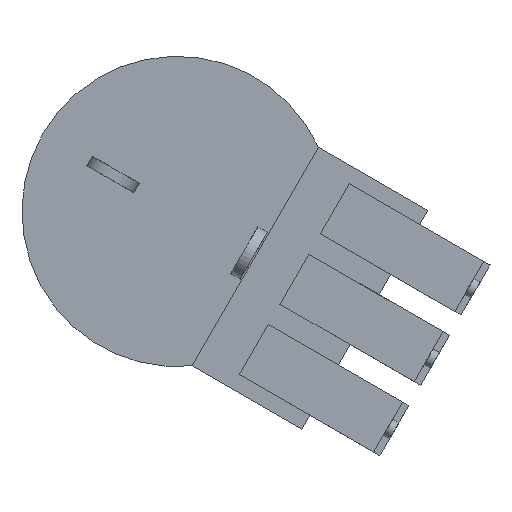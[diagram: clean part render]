
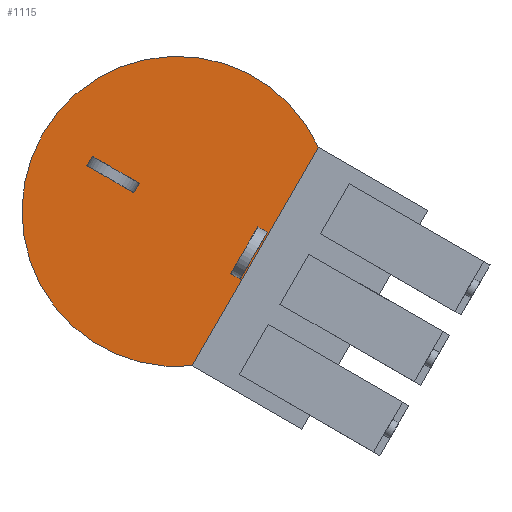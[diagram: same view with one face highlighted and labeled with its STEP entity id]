
A CAD part, front view. The second image highlights one B-rep face of the part: STEP entity #1115.
In plain terms, the highlighted planar face has unit normal (0, -1, 0).
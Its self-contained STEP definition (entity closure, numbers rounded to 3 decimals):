
#32=FACE_BOUND('',#166,.T.);
#33=FACE_BOUND('',#167,.T.);
#41=PLANE('',#1248);
#101=FACE_OUTER_BOUND('',#165,.T.);
#165=EDGE_LOOP('',(#824,#825));
#166=EDGE_LOOP('',(#826,#827,#828,#829));
#167=EDGE_LOOP('',(#830,#831,#832,#833));
#240=LINE('',#1702,#367);
#245=LINE('',#1724,#372);
#246=LINE('',#1726,#373);
#247=LINE('',#1728,#374);
#248=LINE('',#1729,#375);
#249=LINE('',#1732,#376);
#250=LINE('',#1734,#377);
#251=LINE('',#1736,#378);
#252=LINE('',#1737,#379);
#367=VECTOR('',#1380,1000.);
#372=VECTOR('',#1399,1000.);
#373=VECTOR('',#1400,1000.);
#374=VECTOR('',#1401,1000.);
#375=VECTOR('',#1402,1000.);
#376=VECTOR('',#1403,1000.);
#377=VECTOR('',#1404,1000.);
#378=VECTOR('',#1405,1000.);
#379=VECTOR('',#1406,1000.);
#501=CIRCLE('',#1240,8.6);
#535=VERTEX_POINT('',#1693);
#536=VERTEX_POINT('',#1695);
#546=VERTEX_POINT('',#1722);
#547=VERTEX_POINT('',#1723);
#548=VERTEX_POINT('',#1725);
#549=VERTEX_POINT('',#1727);
#550=VERTEX_POINT('',#1730);
#551=VERTEX_POINT('',#1731);
#552=VERTEX_POINT('',#1733);
#553=VERTEX_POINT('',#1735);
#646=EDGE_CURVE('',#535,#536,#501,.T.);
#650=EDGE_CURVE('',#535,#536,#240,.T.);
#659=EDGE_CURVE('',#546,#547,#245,.T.);
#660=EDGE_CURVE('',#548,#546,#246,.T.);
#661=EDGE_CURVE('',#549,#548,#247,.T.);
#662=EDGE_CURVE('',#547,#549,#248,.T.);
#663=EDGE_CURVE('',#550,#551,#249,.T.);
#664=EDGE_CURVE('',#552,#550,#250,.T.);
#665=EDGE_CURVE('',#553,#552,#251,.T.);
#666=EDGE_CURVE('',#551,#553,#252,.T.);
#824=ORIENTED_EDGE('',*,*,#646,.F.);
#825=ORIENTED_EDGE('',*,*,#650,.T.);
#826=ORIENTED_EDGE('',*,*,#659,.F.);
#827=ORIENTED_EDGE('',*,*,#660,.F.);
#828=ORIENTED_EDGE('',*,*,#661,.F.);
#829=ORIENTED_EDGE('',*,*,#662,.F.);
#830=ORIENTED_EDGE('',*,*,#663,.F.);
#831=ORIENTED_EDGE('',*,*,#664,.F.);
#832=ORIENTED_EDGE('',*,*,#665,.F.);
#833=ORIENTED_EDGE('',*,*,#666,.F.);
#1115=ADVANCED_FACE('',(#101,#32,#33),#41,.F.);
#1240=AXIS2_PLACEMENT_3D('',#1696,#1373,#1374);
#1248=AXIS2_PLACEMENT_3D('',#1721,#1397,#1398);
#1373=DIRECTION('center_axis',(0.,1.,0.));
#1374=DIRECTION('ref_axis',(0.,0.,
1.));
#1380=DIRECTION('',(-1.,0.,0.));
#1397=DIRECTION('center_axis',(0.,1.,0.));
#1398=DIRECTION('ref_axis',(0.,0.,1.));
#1399=DIRECTION('',(0.,0.,-1.));
#1400=DIRECTION('',(-1.,0.,0.));
#1401=DIRECTION('',(0.,0.,1.));
#1402=DIRECTION('',(1.,0.,0.));
#1403=DIRECTION('',(0.,0.,-1.));
#1404=DIRECTION('',(-1.,0.,0.));
#1405=DIRECTION('',(0.,0.,1.));
#1406=DIRECTION('',(1.,0.,0.));
#1693=CARTESIAN_POINT('',(6.997,0.,5.));
#1695=CARTESIAN_POINT('',(-6.997,0.,5.));
#1696=CARTESIAN_POINT('Origin',(0.,0.,0.));
#1702=CARTESIAN_POINT('',(0.,0.,5.));
#1721=CARTESIAN_POINT('Origin',(0.,0.,0.));
#1722=CARTESIAN_POINT('',(-1.5,0.,4.9));
#1723=CARTESIAN_POINT('',(-1.5,0.,4.3));
#1724=CARTESIAN_POINT('',(-1.5,0.,4.3));
#1725=CARTESIAN_POINT('',(1.5,0.,4.9));
#1726=CARTESIAN_POINT('',(1.5,0.,4.9));
#1727=CARTESIAN_POINT('',(1.5,0.,4.3));
#1728=CARTESIAN_POINT('',(1.5,0.,4.3));
#1729=CARTESIAN_POINT('',(1.5,0.,4.3));
#1730=CARTESIAN_POINT('',(-0.3,0.,-2.6));
#1731=CARTESIAN_POINT('',(-0.3,0.,-5.6));
#1732=CARTESIAN_POINT('',(-0.3,0.,-5.6));
#1733=CARTESIAN_POINT('',(0.3,0.,-2.6));
#1734=CARTESIAN_POINT('',(0.3,0.,-2.6));
#1735=CARTESIAN_POINT('',(0.3,0.,-5.6));
#1736=CARTESIAN_POINT('',(0.3,0.,-5.6));
#1737=CARTESIAN_POINT('',(0.3,0.,-5.6));
